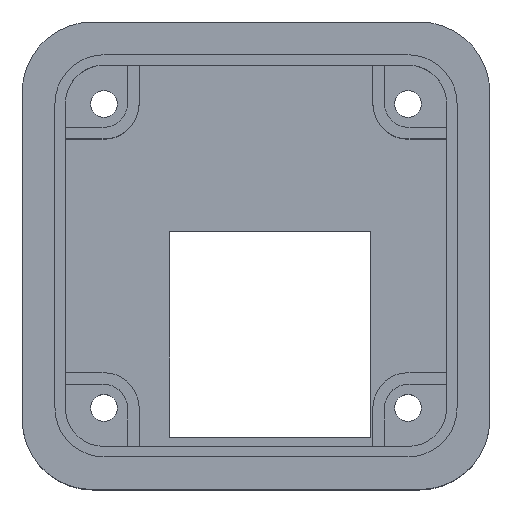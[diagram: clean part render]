
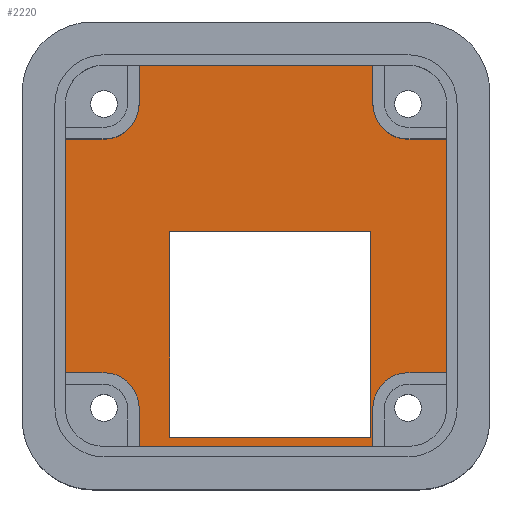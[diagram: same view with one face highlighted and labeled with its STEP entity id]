
A CAD part, top view. The second image highlights one B-rep face of the part: STEP entity #2220.
In plain terms, the highlighted planar face has unit normal (0, 0, 1).
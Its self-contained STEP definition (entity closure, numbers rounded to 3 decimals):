
#613=DIRECTION('',(-1.,0.,0.));
#614=VECTOR('',#613,3.3);
#615=CARTESIAN_POINT('',(-13.,10.,-21.));
#616=LINE('',#615,#614);
#617=CARTESIAN_POINT('',(-13.,13.,-21.));
#618=DIRECTION('',(0.,0.,-1.));
#619=DIRECTION('',(1.,0.,0.));
#620=AXIS2_PLACEMENT_3D('',#617,#618,#619);
#622=DIRECTION('',(0.,-1.,0.));
#623=VECTOR('',#622,3.3);
#624=CARTESIAN_POINT('',(-10.,16.3,-21.));
#625=LINE('',#624,#623);
#626=DIRECTION('',(-1.,0.,0.));
#627=VECTOR('',#626,20.);
#628=CARTESIAN_POINT('',(10.,16.3,-21.));
#629=LINE('',#628,#627);
#630=DIRECTION('',(0.,1.,0.));
#631=VECTOR('',#630,3.3);
#632=CARTESIAN_POINT('',(10.,13.,-21.));
#633=LINE('',#632,#631);
#634=CARTESIAN_POINT('',(13.,13.,-21.));
#635=DIRECTION('',(0.,0.,-1.));
#636=DIRECTION('',(0.,-1.,0.));
#637=AXIS2_PLACEMENT_3D('',#634,#635,#636);
#639=DIRECTION('',(-1.,0.,0.));
#640=VECTOR('',#639,3.3);
#641=CARTESIAN_POINT('',(16.3,10.,-21.));
#642=LINE('',#641,#640);
#643=DIRECTION('',(0.,1.,0.));
#644=VECTOR('',#643,20.);
#645=CARTESIAN_POINT('',(16.3,-10.,-21.));
#646=LINE('',#645,#644);
#647=DIRECTION('',(1.,0.,0.));
#648=VECTOR('',#647,3.3);
#649=CARTESIAN_POINT('',(13.,-10.,-21.));
#650=LINE('',#649,#648);
#651=CARTESIAN_POINT('',(13.,-13.,-21.));
#652=DIRECTION('',(0.,0.,-1.));
#653=DIRECTION('',(-1.,0.,0.));
#654=AXIS2_PLACEMENT_3D('',#651,#652,#653);
#656=DIRECTION('',(0.,1.,0.));
#657=VECTOR('',#656,3.3);
#658=CARTESIAN_POINT('',(10.,-16.3,-21.));
#659=LINE('',#658,#657);
#660=DIRECTION('',(1.,0.,0.));
#661=VECTOR('',#660,20.);
#662=CARTESIAN_POINT('',(-10.,-16.3,-21.));
#663=LINE('',#662,#661);
#664=DIRECTION('',(0.,-1.,0.));
#665=VECTOR('',#664,3.3);
#666=CARTESIAN_POINT('',(-10.,-13.,-21.));
#667=LINE('',#666,#665);
#668=CARTESIAN_POINT('',(-13.,-13.,-21.));
#669=DIRECTION('',(0.,0.,-1.));
#670=DIRECTION('',(0.,1.,0.));
#671=AXIS2_PLACEMENT_3D('',#668,#669,#670);
#673=DIRECTION('',(1.,0.,0.));
#674=VECTOR('',#673,3.3);
#675=CARTESIAN_POINT('',(-16.3,-10.,-21.));
#676=LINE('',#675,#674);
#677=DIRECTION('',(0.,-1.,0.));
#678=VECTOR('',#677,20.);
#679=CARTESIAN_POINT('',(-16.3,10.,-21.));
#680=LINE('',#679,#678);
#681=DIRECTION('',(0.,-1.,0.));
#682=VECTOR('',#681,17.6);
#683=CARTESIAN_POINT('',(-7.37,2.1,-21.));
#684=LINE('',#683,#682);
#685=DIRECTION('',(1.,0.,0.));
#686=VECTOR('',#685,17.2);
#687=CARTESIAN_POINT('',(-7.37,-15.5,-21.));
#688=LINE('',#687,#686);
#689=DIRECTION('',(0.,1.,0.));
#690=VECTOR('',#689,17.6);
#691=CARTESIAN_POINT('',(9.83,-15.5,-21.));
#692=LINE('',#691,#690);
#693=DIRECTION('',(-1.,0.,0.));
#694=VECTOR('',#693,17.2);
#695=CARTESIAN_POINT('',(9.83,2.1,-21.));
#696=LINE('',#695,#694);
#1241=CARTESIAN_POINT('',(-13.,10.,-21.));
#1242=CARTESIAN_POINT('',(-16.3,10.,-21.));
#1243=VERTEX_POINT('',#1241);
#1244=VERTEX_POINT('',#1242);
#1245=CARTESIAN_POINT('',(-16.3,-10.,-21.));
#1246=VERTEX_POINT('',#1245);
#1247=CARTESIAN_POINT('',(-13.,-10.,-21.));
#1248=VERTEX_POINT('',#1247);
#1249=CARTESIAN_POINT('',(-10.,-13.,-21.));
#1250=VERTEX_POINT('',#1249);
#1251=CARTESIAN_POINT('',(-10.,-16.3,-21.));
#1252=VERTEX_POINT('',#1251);
#1253=CARTESIAN_POINT('',(10.,-16.3,-21.));
#1254=VERTEX_POINT('',#1253);
#1255=CARTESIAN_POINT('',(10.,-13.,-21.));
#1256=VERTEX_POINT('',#1255);
#1257=CARTESIAN_POINT('',(13.,-10.,-21.));
#1258=VERTEX_POINT('',#1257);
#1259=CARTESIAN_POINT('',(16.3,-10.,-21.));
#1260=VERTEX_POINT('',#1259);
#1261=CARTESIAN_POINT('',(16.3,10.,-21.));
#1262=VERTEX_POINT('',#1261);
#1263=CARTESIAN_POINT('',(13.,10.,-21.));
#1264=VERTEX_POINT('',#1263);
#1265=CARTESIAN_POINT('',(10.,13.,-21.));
#1266=VERTEX_POINT('',#1265);
#1267=CARTESIAN_POINT('',(10.,16.3,-21.));
#1268=VERTEX_POINT('',#1267);
#1269=CARTESIAN_POINT('',(-10.,16.3,-21.));
#1270=VERTEX_POINT('',#1269);
#1271=CARTESIAN_POINT('',(-10.,13.,-21.));
#1272=VERTEX_POINT('',#1271);
#1281=CARTESIAN_POINT('',(-7.37,2.1,-21.));
#1282=CARTESIAN_POINT('',(-7.37,-15.5,-21.));
#1283=VERTEX_POINT('',#1281);
#1284=VERTEX_POINT('',#1282);
#1285=CARTESIAN_POINT('',(9.83,-15.5,-21.));
#1286=VERTEX_POINT('',#1285);
#1287=CARTESIAN_POINT('',(9.83,2.1,-21.));
#1288=VERTEX_POINT('',#1287);
#2187=CARTESIAN_POINT('',(0.,0.,-21.));
#2188=DIRECTION('',(0.,0.,1.));
#2189=DIRECTION('',(1.,0.,0.));
#2190=AXIS2_PLACEMENT_3D('',#2187,#2188,#2189);
#2191=PLANE('',#2190);
#2192=ORIENTED_EDGE('',*,*,#1928,.F.);
#2193=ORIENTED_EDGE('',*,*,#1943,.F.);
#2194=ORIENTED_EDGE('',*,*,#1958,.F.);
#2195=ORIENTED_EDGE('',*,*,#1973,.F.);
#2196=ORIENTED_EDGE('',*,*,#2002,.F.);
#2197=ORIENTED_EDGE('',*,*,#2017,.F.);
#2198=ORIENTED_EDGE('',*,*,#2032,.F.);
#2199=ORIENTED_EDGE('',*,*,#2047,.F.);
#2200=ORIENTED_EDGE('',*,*,#2076,.F.);
#2201=ORIENTED_EDGE('',*,*,#2091,.F.);
#2202=ORIENTED_EDGE('',*,*,#2106,.F.);
#2203=ORIENTED_EDGE('',*,*,#2121,.F.);
#2204=ORIENTED_EDGE('',*,*,#2150,.F.);
#2205=ORIENTED_EDGE('',*,*,#2165,.F.);
#2206=ORIENTED_EDGE('',*,*,#2179,.F.);
#2207=ORIENTED_EDGE('',*,*,#1899,.F.);
#2208=EDGE_LOOP('',(#2192,#2193,#2194,#2195,#2196,#2197,#2198,#2199,#2200,#2201,
#2202,#2203,#2204,#2205,#2206,#2207));
#2209=FACE_OUTER_BOUND('',#2208,.F.);
#2211=ORIENTED_EDGE('',*,*,#2210,.T.);
#2213=ORIENTED_EDGE('',*,*,#2212,.T.);
#2215=ORIENTED_EDGE('',*,*,#2214,.T.);
#2217=ORIENTED_EDGE('',*,*,#2216,.T.);
#2218=EDGE_LOOP('',(#2211,#2213,#2215,#2217));
#2219=FACE_BOUND('',#2218,.F.);
#2220=ADVANCED_FACE('',(#2209,#2219),#2191,.T.);
#621=CIRCLE('',#620,3.);
#638=CIRCLE('',#637,3.);
#655=CIRCLE('',#654,3.);
#672=CIRCLE('',#671,3.);
#1899=EDGE_CURVE('',#1244,#1246,#680,.T.);
#1928=EDGE_CURVE('',#1243,#1244,#616,.T.);
#1943=EDGE_CURVE('',#1272,#1243,#621,.T.);
#1958=EDGE_CURVE('',#1270,#1272,#625,.T.);
#1973=EDGE_CURVE('',#1268,#1270,#629,.T.);
#2002=EDGE_CURVE('',#1266,#1268,#633,.T.);
#2017=EDGE_CURVE('',#1264,#1266,#638,.T.);
#2032=EDGE_CURVE('',#1262,#1264,#642,.T.);
#2047=EDGE_CURVE('',#1260,#1262,#646,.T.);
#2076=EDGE_CURVE('',#1258,#1260,#650,.T.);
#2091=EDGE_CURVE('',#1256,#1258,#655,.T.);
#2106=EDGE_CURVE('',#1254,#1256,#659,.T.);
#2121=EDGE_CURVE('',#1252,#1254,#663,.T.);
#2150=EDGE_CURVE('',#1250,#1252,#667,.T.);
#2165=EDGE_CURVE('',#1248,#1250,#672,.T.);
#2179=EDGE_CURVE('',#1246,#1248,#676,.T.);
#2210=EDGE_CURVE('',#1283,#1284,#684,.T.);
#2212=EDGE_CURVE('',#1284,#1286,#688,.T.);
#2214=EDGE_CURVE('',#1286,#1288,#692,.T.);
#2216=EDGE_CURVE('',#1288,#1283,#696,.T.);
